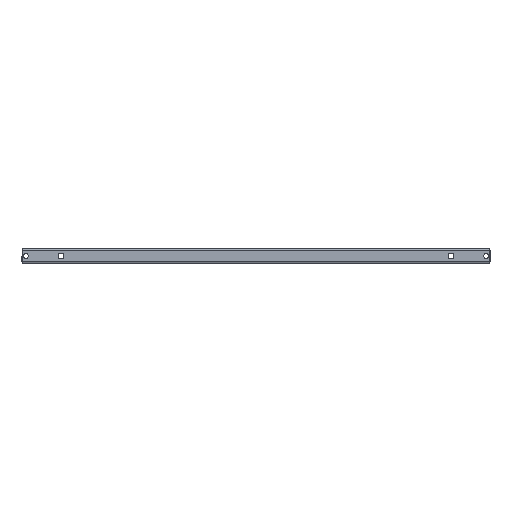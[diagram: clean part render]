
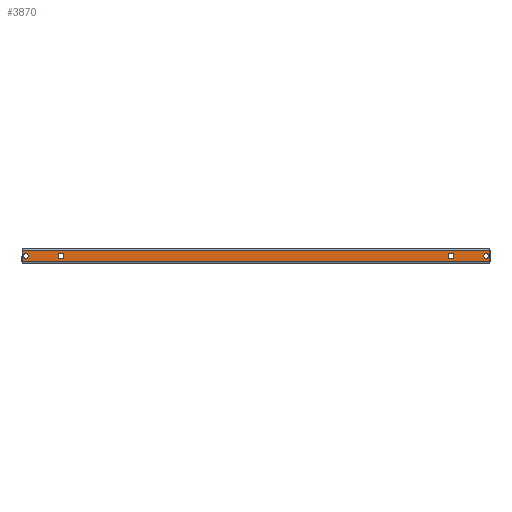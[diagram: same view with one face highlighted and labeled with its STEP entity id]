
A CAD part, left-side view. The second image highlights one B-rep face of the part: STEP entity #3870.
In plain terms, the highlighted planar face has unit normal (-1, 0, 0).
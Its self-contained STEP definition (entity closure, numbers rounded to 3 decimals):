
#18 = AXIS2_PLACEMENT_3D ( 'NONE', #4280, #4276, #4275 ) ;
#47 = AXIS2_PLACEMENT_3D ( 'NONE', #4265, #4263, #4262 ) ;
#83 = AXIS2_PLACEMENT_3D ( 'NONE', #579, #577, #576 ) ;
#274 = CARTESIAN_POINT ( 'NONE',  ( -443., 335.5, -14.5 ) ) ;
#281 = CARTESIAN_POINT ( 'NONE',  ( -443., -326.5, -5.5 ) ) ;
#284 = CARTESIAN_POINT ( 'NONE',  ( -443., 397.5, -19.99 ) ) ;
#290 = CARTESIAN_POINT ( 'NONE',  ( -443., -326.5, -14.5 ) ) ;
#350 = CARTESIAN_POINT ( 'NONE',  ( -443., -335.5, -5.5 ) ) ;
#470 = AXIS2_PLACEMENT_3D ( 'NONE', #736, #735, #734 ) ;
#576 = DIRECTION ( 'NONE',  ( 0., 0., 1. ) ) ;
#577 = DIRECTION ( 'NONE',  ( -1., 0., 0. ) ) ;
#579 = CARTESIAN_POINT ( 'NONE',  ( -443., 391., -10. ) ) ;
#734 = DIRECTION ( 'NONE',  ( 0., 0., -1. ) ) ;
#735 = DIRECTION ( 'NONE',  ( -1., 0., 0. ) ) ;
#736 = CARTESIAN_POINT ( 'NONE',  ( -443., -391., -10. ) ) ;
#813 = EDGE_CURVE ( 'NONE', #3734, #3708, #828, .T. ) ;
#828 = CIRCLE ( 'NONE', #470, 4. ) ;
#1340 = EDGE_CURVE ( 'NONE', #3717, #3756, #2580, .T. ) ;
#1426 = DIRECTION ( 'NONE',  ( 1., 0., 0. ) ) ;
#1430 = CARTESIAN_POINT ( 'NONE',  ( -443., 397.5, 0. ) ) ;
#1435 = PLANE ( 'NONE',  #3255 ) ;
#1437 = DIRECTION ( 'NONE',  ( 0., 0., -1. ) ) ;
#1485 = CARTESIAN_POINT ( 'NONE',  ( -443., 391., -6. ) ) ;
#1491 = CARTESIAN_POINT ( 'NONE',  ( -443., -391., -6. ) ) ;
#1730 = CARTESIAN_POINT ( 'NONE',  ( -443., -391., -14. ) ) ;
#1786 = CARTESIAN_POINT ( 'NONE',  ( -443., 391., -14. ) ) ;
#1953 = VERTEX_POINT ( 'NONE', #350 ) ;
#1998 = VERTEX_POINT ( 'NONE', #290 ) ;
#2002 = VERTEX_POINT ( 'NONE', #284 ) ;
#2005 = VERTEX_POINT ( 'NONE', #281 ) ;
#2018 = VERTEX_POINT ( 'NONE', #274 ) ;
#2166 = VERTEX_POINT ( 'NONE', #4317 ) ;
#2173 = VERTEX_POINT ( 'NONE', #4293 ) ;
#2200 = VERTEX_POINT ( 'NONE', #4211 ) ;
#2202 = VERTEX_POINT ( 'NONE', #4205 ) ;
#2212 = VERTEX_POINT ( 'NONE', #4170 ) ;
#2215 = VERTEX_POINT ( 'NONE', #4164 ) ;
#2221 = VERTEX_POINT ( 'NONE', #4145 ) ;
#2403 = FACE_BOUND ( 'NONE', #4865, .T. ) ;
#2404 = FACE_OUTER_BOUND ( 'NONE', #4803, .T. ) ;
#2407 = FACE_BOUND ( 'NONE', #4817, .T. ) ;
#2409 = FACE_BOUND ( 'NONE', #4789, .T. ) ;
#2411 = FACE_BOUND ( 'NONE', #4872, .T. ) ;
#2580 = CIRCLE ( 'NONE', #83, 4. ) ;
#2663 = VECTOR ( 'NONE', #4307, 1000. ) ;
#2674 = LINE ( 'NONE', #4287, #2683 ) ;
#2676 = VECTOR ( 'NONE', #4272, 1000. ) ;
#2677 = LINE ( 'NONE', #4290, #2678 ) ;
#2678 = VECTOR ( 'NONE', #4288, 1000. ) ;
#2680 = LINE ( 'NONE', #4274, #2676 ) ;
#2683 = VECTOR ( 'NONE', #4279, 1000. ) ;
#2684 = LINE ( 'NONE', #4271, #2689 ) ;
#2685 = LINE ( 'NONE', #4284, #2687 ) ;
#2686 = CIRCLE ( 'NONE', #18, 4. ) ;
#2687 = VECTOR ( 'NONE', #4269, 1000. ) ;
#2688 = VECTOR ( 'NONE', #4260, 1000. ) ;
#2689 = VECTOR ( 'NONE', #4266, 1000. ) ;
#2690 = LINE ( 'NONE', #4261, #2688 ) ;
#2691 = LINE ( 'NONE', #4257, #2696 ) ;
#2692 = LINE ( 'NONE', #4267, #2694 ) ;
#2693 = CIRCLE ( 'NONE', #47, 4. ) ;
#2694 = VECTOR ( 'NONE', #4255, 1000. ) ;
#2695 = VECTOR ( 'NONE', #4245, 1000. ) ;
#2696 = VECTOR ( 'NONE', #4252, 1000. ) ;
#2697 = LINE ( 'NONE', #4246, #2695 ) ;
#2700 = LINE ( 'NONE', #4254, #2704 ) ;
#2704 = VECTOR ( 'NONE', #4238, 1000. ) ;
#2930 = EDGE_CURVE ( 'NONE', #2212, #1953, #3609, .T. ) ;
#2933 = EDGE_CURVE ( 'NONE', #2200, #2002, #3631, .T. ) ;
#2940 = EDGE_CURVE ( 'NONE', #2221, #2173, #2677, .T. ) ;
#2943 = EDGE_CURVE ( 'NONE', #2166, #2215, #2674, .T. ) ;
#2944 = EDGE_CURVE ( 'NONE', #3708, #3734, #2686, .T. ) ;
#2945 = EDGE_CURVE ( 'NONE', #1953, #2005, #2680, .T. ) ;
#2946 = EDGE_CURVE ( 'NONE', #2005, #1998, #2685, .T. ) ;
#2947 = EDGE_CURVE ( 'NONE', #1998, #2212, #2684, .T. ) ;
#2948 = EDGE_CURVE ( 'NONE', #3756, #3717, #2693, .T. ) ;
#2949 = EDGE_CURVE ( 'NONE', #2173, #2018, #2690, .T. ) ;
#2950 = EDGE_CURVE ( 'NONE', #2202, #2221, #2692, .T. ) ;
#2951 = EDGE_CURVE ( 'NONE', #2018, #2202, #2691, .T. ) ;
#2953 = EDGE_CURVE ( 'NONE', #2002, #2166, #2697, .T. ) ;
#2955 = EDGE_CURVE ( 'NONE', #2200, #2215, #2700, .T. ) ;
#3041 = ORIENTED_EDGE ( 'NONE', *, *, #2946, .F. ) ;
#3042 = ORIENTED_EDGE ( 'NONE', *, *, #2945, .F. ) ;
#3043 = ORIENTED_EDGE ( 'NONE', *, *, #2930, .F. ) ;
#3044 = ORIENTED_EDGE ( 'NONE', *, *, #2947, .F. ) ;
#3045 = ORIENTED_EDGE ( 'NONE', *, *, #2944, .F. ) ;
#3046 = ORIENTED_EDGE ( 'NONE', *, *, #813, .F. ) ;
#3047 = ORIENTED_EDGE ( 'NONE', *, *, #2948, .F. ) ;
#3048 = ORIENTED_EDGE ( 'NONE', *, *, #1340, .F. ) ;
#3049 = ORIENTED_EDGE ( 'NONE', *, *, #2940, .F. ) ;
#3050 = ORIENTED_EDGE ( 'NONE', *, *, #2950, .F. ) ;
#3051 = ORIENTED_EDGE ( 'NONE', *, *, #2951, .F. ) ;
#3052 = ORIENTED_EDGE ( 'NONE', *, *, #2949, .F. ) ;
#3053 = ORIENTED_EDGE ( 'NONE', *, *, #2953, .T. ) ;
#3054 = ORIENTED_EDGE ( 'NONE', *, *, #2943, .T. ) ;
#3055 = ORIENTED_EDGE ( 'NONE', *, *, #2955, .F. ) ;
#3056 = ORIENTED_EDGE ( 'NONE', *, *, #2933, .T. ) ;
#3255 = AXIS2_PLACEMENT_3D ( 'NONE', #1430, #1426, #1437 ) ;
#3609 = LINE ( 'NONE', #4326, #3630 ) ;
#3630 = VECTOR ( 'NONE', #4315, 1000. ) ;
#3631 = LINE ( 'NONE', #4312, #2663 ) ;
#3708 = VERTEX_POINT ( 'NONE', #1491 ) ;
#3717 = VERTEX_POINT ( 'NONE', #1786 ) ;
#3734 = VERTEX_POINT ( 'NONE', #1730 ) ;
#3756 = VERTEX_POINT ( 'NONE', #1485 ) ;
#3870 = ADVANCED_FACE ( 'NONE', ( #2403, #2407, #2409, #2411, #2404 ), #1435, .F. ) ;
#4145 = CARTESIAN_POINT ( 'NONE',  ( -443., 326.5, -5.5 ) ) ;
#4164 = CARTESIAN_POINT ( 'NONE',  ( -443., -397.5, -0.01 ) ) ;
#4170 = CARTESIAN_POINT ( 'NONE',  ( -443., -335.5, -14.5 ) ) ;
#4205 = CARTESIAN_POINT ( 'NONE',  ( -443., 326.5, -14.5 ) ) ;
#4211 = CARTESIAN_POINT ( 'NONE',  ( -443., 397.5, -0.01 ) ) ;
#4238 = DIRECTION ( 'NONE',  ( 0., -1., 0. ) ) ;
#4245 = DIRECTION ( 'NONE',  ( 0., -1., 0. ) ) ;
#4246 = CARTESIAN_POINT ( 'NONE',  ( -443., 397.5, -19.99 ) ) ;
#4252 = DIRECTION ( 'NONE',  ( 0., -1., 0. ) ) ;
#4254 = CARTESIAN_POINT ( 'NONE',  ( -443., 397.5, -0.01 ) ) ;
#4255 = DIRECTION ( 'NONE',  ( 0., 0., 1. ) ) ;
#4257 = CARTESIAN_POINT ( 'NONE',  ( -443., 335.5, -14.5 ) ) ;
#4260 = DIRECTION ( 'NONE',  ( 0., 0., -1. ) ) ;
#4261 = CARTESIAN_POINT ( 'NONE',  ( -443., 335.5, -14.5 ) ) ;
#4262 = DIRECTION ( 'NONE',  ( 0., 0., 1. ) ) ;
#4263 = DIRECTION ( 'NONE',  ( -1., 0., 0. ) ) ;
#4265 = CARTESIAN_POINT ( 'NONE',  ( -443., 391., -10. ) ) ;
#4266 = DIRECTION ( 'NONE',  ( 0., -1., 0. ) ) ;
#4267 = CARTESIAN_POINT ( 'NONE',  ( -443., 326.5, -14.5 ) ) ;
#4269 = DIRECTION ( 'NONE',  ( 0., 0., -1. ) ) ;
#4271 = CARTESIAN_POINT ( 'NONE',  ( -443., -335.5, -14.5 ) ) ;
#4272 = DIRECTION ( 'NONE',  ( 0., 1., 0. ) ) ;
#4274 = CARTESIAN_POINT ( 'NONE',  ( -443., -335.5, -5.5 ) ) ;
#4275 = DIRECTION ( 'NONE',  ( 0., 0., -1. ) ) ;
#4276 = DIRECTION ( 'NONE',  ( -1., 0., 0. ) ) ;
#4279 = DIRECTION ( 'NONE',  ( 0., 0., 1. ) ) ;
#4280 = CARTESIAN_POINT ( 'NONE',  ( -443., -391., -10. ) ) ;
#4284 = CARTESIAN_POINT ( 'NONE',  ( -443., -326.5, -14.5 ) ) ;
#4287 = CARTESIAN_POINT ( 'NONE',  ( -443., -397.5, 0. ) ) ;
#4288 = DIRECTION ( 'NONE',  ( 0., 1., 0. ) ) ;
#4290 = CARTESIAN_POINT ( 'NONE',  ( -443., 335.5, -5.5 ) ) ;
#4293 = CARTESIAN_POINT ( 'NONE',  ( -443., 335.5, -5.5 ) ) ;
#4307 = DIRECTION ( 'NONE',  ( 0., 0., -1. ) ) ;
#4312 = CARTESIAN_POINT ( 'NONE',  ( -443., 397.5, -20. ) ) ;
#4315 = DIRECTION ( 'NONE',  ( 0., 0., 1. ) ) ;
#4317 = CARTESIAN_POINT ( 'NONE',  ( -443., -397.5, -19.99 ) ) ;
#4326 = CARTESIAN_POINT ( 'NONE',  ( -443., -335.5, -14.5 ) ) ;
#4789 = EDGE_LOOP ( 'NONE', ( #3047, #3048 ) ) ;
#4803 = EDGE_LOOP ( 'NONE', ( #3053, #3054, #3055, #3056 ) ) ;
#4817 = EDGE_LOOP ( 'NONE', ( #3045, #3046 ) ) ;
#4865 = EDGE_LOOP ( 'NONE', ( #3041, #3042, #3043, #3044 ) ) ;
#4872 = EDGE_LOOP ( 'NONE', ( #3049, #3050, #3051, #3052 ) ) ;
